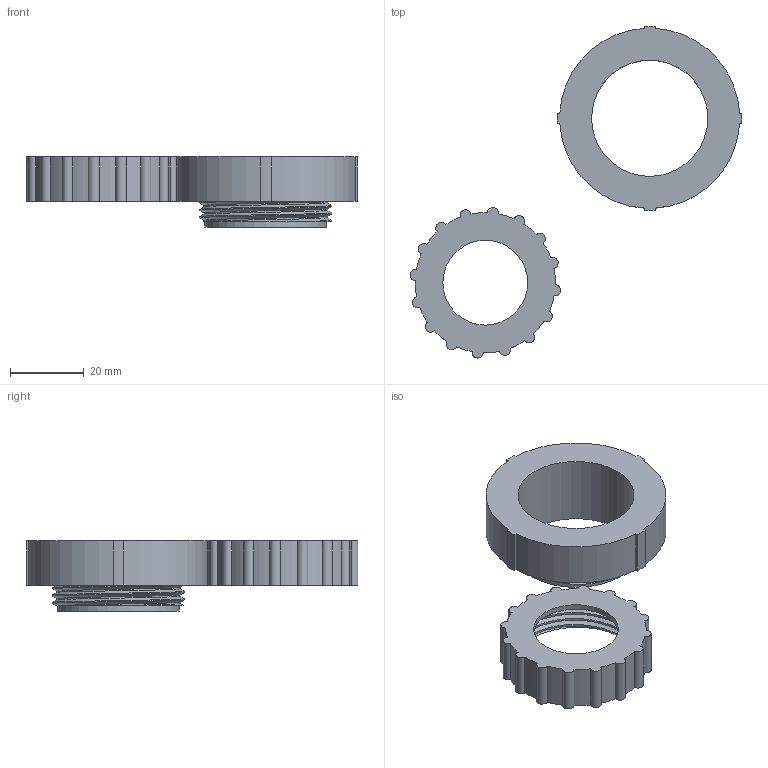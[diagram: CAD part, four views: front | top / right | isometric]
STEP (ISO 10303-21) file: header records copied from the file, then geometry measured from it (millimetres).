
FILE_DESCRIPTION(/* description */ (''),/* implementation_level */ '2;1');
FILE_NAME(/* name */ 'Motor retainer.step',/* time_stamp */ '2024-02-05T22:00:12+01:00',/* author */ (''),/* organization */ (''),/* preprocessor_version */ 'ST-DEVELOPER v20',/* originating_system */ 'Autodesk Translation Framework v12.14.0.127',/* authorisation */ '');
FILE_SCHEMA (('AUTOMOTIVE_DESIGN { 1 0 10303 214 3 1 1 }'));
Length unit declared in the file: millimetre
Products named in the file (1): Motor retainer
Bounding box: 89.93 x 89.93 x 19 mm (x, y, z)
Volume: 8555.8 mm3; surface area: 16238.8 mm2
Topology: 2 solids, 2 shells, 102 faces, 276 edges, 184 vertices
Faces by surface type: cylinder 78, plane 18, bspline 6
Full cylindrical faces by diameter (mm): 23 x1, 31.5 x1, 33 x2, 33.429 x4, 33.529 x2, 34.023 x4, 35.722 x4, 35.822 x2, 36.257 x5, 47.2 x1
Entity records: 7998 total; most frequent: CARTESIAN_POINT 5450, ORIENTED_EDGE 552, DIRECTION 496, EDGE_CURVE 276, AXIS2_PLACEMENT_3D 200, VERTEX_POINT 184, EDGE_LOOP 112, CIRCLE 103
